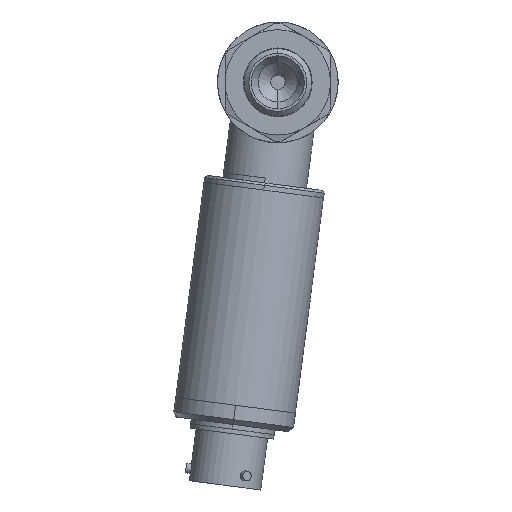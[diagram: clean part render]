
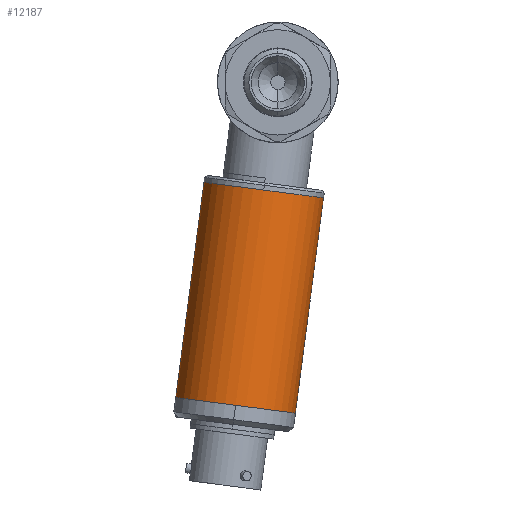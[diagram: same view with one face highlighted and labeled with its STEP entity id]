
A CAD part, front view. The second image highlights one B-rep face of the part: STEP entity #12187.
In plain terms, the highlighted cylindrical face has radius 12.5 mm (diameter 25 mm), a partial arc.
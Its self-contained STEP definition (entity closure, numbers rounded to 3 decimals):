
#7123=CARTESIAN_POINT('',(64.35,17.5,-120.326));
#7124=DIRECTION('',(-0.13,0.,-0.992));
#7125=DIRECTION('',(0.992,0.,-0.13));
#7126=AXIS2_PLACEMENT_3D('',#7123,#7124,#7125);
#7133=CARTESIAN_POINT('',(58.512,17.5,-164.945));
#7134=DIRECTION('',(-0.13,0.,-0.992));
#7135=DIRECTION('',(0.992,0.,-0.13));
#7136=AXIS2_PLACEMENT_3D('',#7133,#7134,#7135);
#7138=DIRECTION('',(-0.13,0.,-0.992));
#7139=VECTOR('',#7138,45.);
#7140=CARTESIAN_POINT('',(76.744,17.5,-121.947));
#7141=LINE('',#7140,#7139);
#8389=DIRECTION('',(-0.13,0.,-0.992));
#8390=VECTOR('',#8389,45.);
#8391=CARTESIAN_POINT('',(51.956,17.5,-118.704));
#8392=LINE('',#8391,#8390);
#10281=CARTESIAN_POINT('',(76.744,17.5,-121.947));
#10282=CARTESIAN_POINT('',(51.956,17.5,-118.704));
#10283=VERTEX_POINT('',#10281);
#10284=VERTEX_POINT('',#10282);
#11027=CARTESIAN_POINT('',(70.906,17.5,-166.567));
#11028=CARTESIAN_POINT('',(46.117,17.5,-163.324));
#11029=VERTEX_POINT('',#11027);
#11030=VERTEX_POINT('',#11028);
#12173=CARTESIAN_POINT('',(64.35,17.5,-120.326));
#12174=DIRECTION('',(-0.13,0.,-0.992));
#12175=DIRECTION('',(0.992,0.,-0.13));
#12176=AXIS2_PLACEMENT_3D('',#12173,#12174,#12175);
#12177=CYLINDRICAL_SURFACE('',#12176,12.5);
#12179=ORIENTED_EDGE('',*,*,#12178,.T.);
#12181=ORIENTED_EDGE('',*,*,#12180,.F.);
#12182=ORIENTED_EDGE('',*,*,#12154,.F.);
#12184=ORIENTED_EDGE('',*,*,#12183,.T.);
#12185=EDGE_LOOP('',(#12179,#12181,#12182,#12184));
#12186=FACE_OUTER_BOUND('',#12185,.F.);
#12187=ADVANCED_FACE('',(#12186),#12177,.T.);
#7127=CIRCLE('',#7126,12.5);
#7137=CIRCLE('',#7136,12.5);
#12154=EDGE_CURVE('',#10283,#10284,#7127,.T.);
#12178=EDGE_CURVE('',#11029,#11030,#7137,.T.);
#12180=EDGE_CURVE('',#10284,#11030,#8392,.T.);
#12183=EDGE_CURVE('',#10283,#11029,#7141,.T.);
